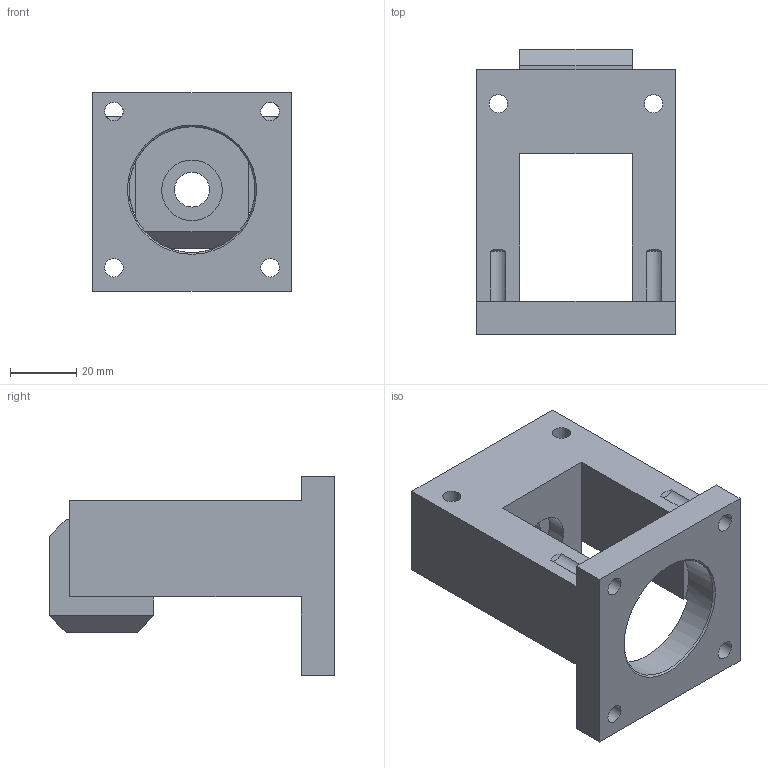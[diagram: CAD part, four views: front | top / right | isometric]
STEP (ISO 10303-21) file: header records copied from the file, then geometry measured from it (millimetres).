
FILE_DESCRIPTION(('FreeCAD Model'),'2;1');
FILE_NAME('Open CASCADE Shape Model','2025-01-18T16:52:45',(''),(''), 'Open CASCADE STEP processor 7.8','FreeCAD','Unknown');
FILE_SCHEMA(('AUTOMOTIVE_DESIGN { 1 0 10303 214 1 1 1 1 }'));
Length unit declared in the file: millimetre
Products named in the file (1): HM10-57-3DP
Bounding box: 60 x 86 x 60 mm (x, y, z)
Volume: 108983 mm3; surface area: 26844.9 mm2
Topology: 1 solids, 1 shells, 45 faces, 125 edges, 81 vertices
Faces by surface type: plane 30, cylinder 12, cone 3
Full cylindrical faces by diameter (mm): 5.5 x2, 5.6 x4, 10.5 x1, 11.1 x2, 18.3 x2, 38 x1
Entity records: 3205 total; most frequent: CARTESIAN_POINT 630, DIRECTION 486, LINE 306, VECTOR 306, ORIENTED_EDGE 250, PCURVE 250, DEFINITIONAL_REPRESENTATION 250, EDGE_CURVE 125
